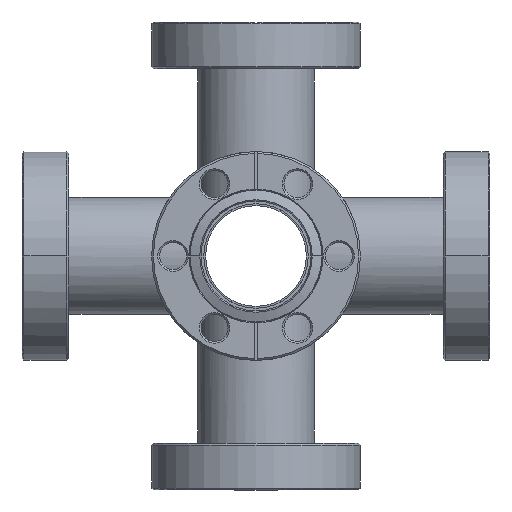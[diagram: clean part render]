
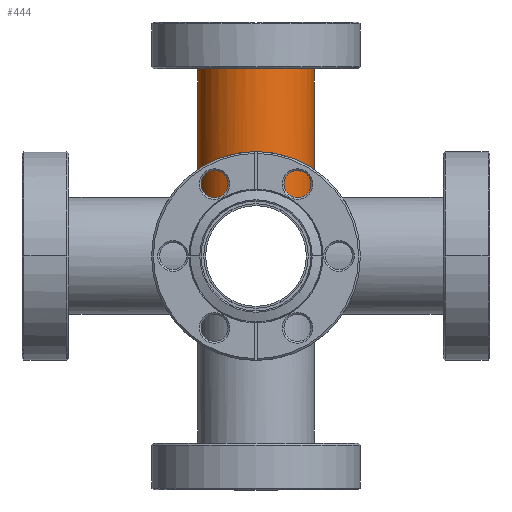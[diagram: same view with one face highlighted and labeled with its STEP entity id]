
A CAD part, front view. The second image highlights one B-rep face of the part: STEP entity #444.
In plain terms, the highlighted cylindrical face has radius 9.525 mm (diameter 19.05 mm), a partial arc.
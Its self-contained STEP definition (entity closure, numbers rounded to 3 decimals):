
#2 = CARTESIAN_POINT ( 'NONE',  ( 9.525, 0., 9.525 ) ) ;
#36 = CARTESIAN_POINT ( 'NONE',  ( 6.735, -6.735, 6.735 ) ) ;
#78 = ORIENTED_EDGE ( 'NONE', *, *, #4518, .F. ) ;
#137 = VERTEX_POINT ( 'NONE', #3402 ) ;
#147 = VERTEX_POINT ( 'NONE', #3240 ) ;
#353 = CARTESIAN_POINT ( 'NONE',  ( -4.925, -8.545, 8.545 ) ) ;
#430 = CARTESIAN_POINT ( 'NONE',  ( 8.545, -4.925, 8.545 ) ) ;
#444 = ADVANCED_FACE ( 'NONE', ( #1016 ), #4055, .T. ) ;
#520 = CIRCLE ( 'NONE', #2575, 9.525 ) ;
#641 = CARTESIAN_POINT ( 'NONE',  ( 9.525, 0., 33.4 ) ) ;
#654 = CARTESIAN_POINT ( 'NONE',  ( -8.545, -4.925, 8.545 ) ) ;
#800 = CARTESIAN_POINT ( 'NONE',  ( -2.56, -9.525, 9.525 ) ) ;
#1016 = FACE_OUTER_BOUND ( 'NONE', #1533, .T. ) ;
#1033 = CARTESIAN_POINT ( 'NONE',  ( 0., -9.525, 9.525 ) ) ;
#1047 = CARTESIAN_POINT ( 'NONE',  ( 4.925, -8.545, 8.545 ) ) ;
#1188 = CARTESIAN_POINT ( 'NONE',  ( 9.525, 0., 33.4 ) ) ;
#1309 = VERTEX_POINT ( 'NONE', #4973 ) ;
#1379 = DIRECTION ( 'NONE',  ( -1., 0., 0. ) ) ;
#1523 = ORIENTED_EDGE ( 'NONE', *, *, #4503, .T. ) ;
#1533 = EDGE_LOOP ( 'NONE', ( #4841, #78, #2135, #1523, #3242, #3470, #2686 ) ) ;
#1685 = VERTEX_POINT ( 'NONE', #2362 ) ;
#1703 = DIRECTION ( 'NONE',  ( 0., 0., -1. ) ) ;
#1782 = VERTEX_POINT ( 'NONE', #1188 ) ;
#1847 = DIRECTION ( 'NONE',  ( 0., 0., 1. ) ) ;
#1935 =( BOUNDED_CURVE ( )  B_SPLINE_CURVE ( 3, ( #3202, #430, #2410, #2 ),
 .UNSPECIFIED., .F., .F. ) 
 B_SPLINE_CURVE_WITH_KNOTS ( ( 4, 4 ),
 ( 2.356, 3.142 ),
 .UNSPECIFIED. ) 
 CURVE ( )  GEOMETRIC_REPRESENTATION_ITEM ( )  RATIONAL_B_SPLINE_CURVE ( ( 1., 0.949, 0.949, 1. ) ) 
 REPRESENTATION_ITEM ( '' )  );
#2135 = ORIENTED_EDGE ( 'NONE', *, *, #4795, .T. ) ;
#2220 = CARTESIAN_POINT ( 'NONE',  ( -9.525, -2.56, 9.525 ) ) ;
#2224 = DIRECTION ( 'NONE',  ( 0., 0., -1. ) ) ;
#2362 = CARTESIAN_POINT ( 'NONE',  ( 0., -9.525, 9.525 ) ) ;
#2410 = CARTESIAN_POINT ( 'NONE',  ( 9.525, -2.56, 9.525 ) ) ;
#2575 = AXIS2_PLACEMENT_3D ( 'NONE', #4275, #1847, #4693 ) ;
#2681 = VECTOR ( 'NONE', #2224, 1000. ) ;
#2686 = ORIENTED_EDGE ( 'NONE', *, *, #5235, .T. ) ;
#2696 =( BOUNDED_CURVE ( )  B_SPLINE_CURVE ( 3, ( #3950, #353, #800, #3538 ),
 .UNSPECIFIED., .F., .F. ) 
 B_SPLINE_CURVE_WITH_KNOTS ( ( 4, 4 ),
 ( 5.498, 6.283 ),
 .UNSPECIFIED. ) 
 CURVE ( )  GEOMETRIC_REPRESENTATION_ITEM ( )  RATIONAL_B_SPLINE_CURVE ( ( 1., 0.949, 0.949, 1. ) ) 
 REPRESENTATION_ITEM ( '' )  );
#2787 =( BOUNDED_CURVE ( )  B_SPLINE_CURVE ( 3, ( #4659, #2220, #654, #3426 ),
 .UNSPECIFIED., .F., .F. ) 
 B_SPLINE_CURVE_WITH_KNOTS ( ( 4, 4 ),
 ( 0., 0.785 ),
 .UNSPECIFIED. ) 
 CURVE ( )  GEOMETRIC_REPRESENTATION_ITEM ( )  RATIONAL_B_SPLINE_CURVE ( ( 1., 0.949, 0.949, 1. ) ) 
 REPRESENTATION_ITEM ( '' )  );
#2912 = CARTESIAN_POINT ( 'NONE',  ( -9.525, 0., 33.4 ) ) ;
#2954 = CARTESIAN_POINT ( 'NONE',  ( 9.525, 0., 9.525 ) ) ;
#3082 = LINE ( 'NONE', #2912, #3207 ) ;
#3202 = CARTESIAN_POINT ( 'NONE',  ( 6.735, -6.735, 6.735 ) ) ;
#3207 = VECTOR ( 'NONE', #1703, 1000. ) ;
#3240 = CARTESIAN_POINT ( 'NONE',  ( -9.525, 0., 9.525 ) ) ;
#3242 = ORIENTED_EDGE ( 'NONE', *, *, #5190, .T. ) ;
#3367 = CARTESIAN_POINT ( 'NONE',  ( 0., 0., 33.4 ) ) ;
#3402 = CARTESIAN_POINT ( 'NONE',  ( -6.735, -6.735, 6.735 ) ) ;
#3426 = CARTESIAN_POINT ( 'NONE',  ( -6.735, -6.735, 6.735 ) ) ;
#3470 = ORIENTED_EDGE ( 'NONE', *, *, #4837, .T. ) ;
#3538 = CARTESIAN_POINT ( 'NONE',  ( 0., -9.525, 9.525 ) ) ;
#3802 = CARTESIAN_POINT ( 'NONE',  ( 6.735, -6.735, 6.735 ) ) ;
#3950 = CARTESIAN_POINT ( 'NONE',  ( -6.735, -6.735, 6.735 ) ) ;
#3990 =( BOUNDED_CURVE ( )  B_SPLINE_CURVE ( 3, ( #1033, #4605, #1047, #3802 ),
 .UNSPECIFIED., .F., .F. ) 
 B_SPLINE_CURVE_WITH_KNOTS ( ( 4, 4 ),
 ( 0., 0.785 ),
 .UNSPECIFIED. ) 
 CURVE ( )  GEOMETRIC_REPRESENTATION_ITEM ( )  RATIONAL_B_SPLINE_CURVE ( ( 1., 0.949, 0.949, 1. ) ) 
 REPRESENTATION_ITEM ( '' )  );
#4055 = CYLINDRICAL_SURFACE ( 'NONE', #4082, 9.525 ) ;
#4082 = AXIS2_PLACEMENT_3D ( 'NONE', #3367, #4219, #1379 ) ;
#4219 = DIRECTION ( 'NONE',  ( 0., 0., -1. ) ) ;
#4275 = CARTESIAN_POINT ( 'NONE',  ( 0., 0., 33.4 ) ) ;
#4503 = EDGE_CURVE ( 'NONE', #147, #137, #2787, .T. ) ;
#4518 = EDGE_CURVE ( 'NONE', #1309, #1782, #520, .T. ) ;
#4605 = CARTESIAN_POINT ( 'NONE',  ( 2.56, -9.525, 9.525 ) ) ;
#4659 = CARTESIAN_POINT ( 'NONE',  ( -9.525, 0., 9.525 ) ) ;
#4693 = DIRECTION ( 'NONE',  ( 1., 0., 0. ) ) ;
#4759 = LINE ( 'NONE', #641, #2681 ) ;
#4795 = EDGE_CURVE ( 'NONE', #1309, #147, #3082, .T. ) ;
#4837 = EDGE_CURVE ( 'NONE', #1685, #5259, #3990, .T. ) ;
#4841 = ORIENTED_EDGE ( 'NONE', *, *, #4849, .F. ) ;
#4849 = EDGE_CURVE ( 'NONE', #1782, #5076, #4759, .T. ) ;
#4973 = CARTESIAN_POINT ( 'NONE',  ( -9.525, 0., 33.4 ) ) ;
#5076 = VERTEX_POINT ( 'NONE', #2954 ) ;
#5190 = EDGE_CURVE ( 'NONE', #137, #1685, #2696, .T. ) ;
#5235 = EDGE_CURVE ( 'NONE', #5259, #5076, #1935, .T. ) ;
#5259 = VERTEX_POINT ( 'NONE', #36 ) ;
